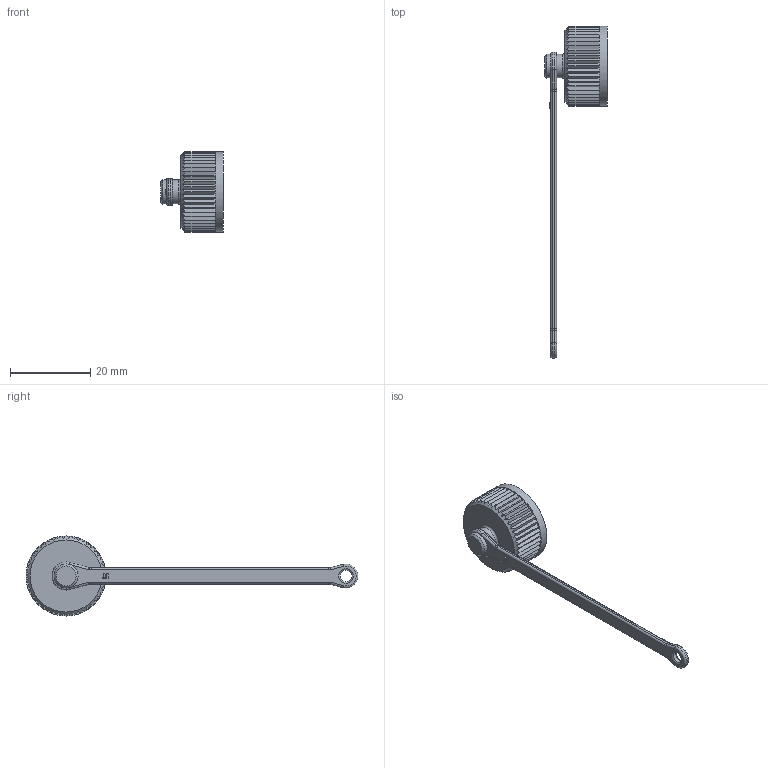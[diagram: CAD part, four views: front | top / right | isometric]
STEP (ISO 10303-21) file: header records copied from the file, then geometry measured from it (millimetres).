
FILE_DESCRIPTION(/* description */ (''),/* implementation_level */ '2;1');
FILE_NAME(/* name */ '08-2615-000-000.stp',/* time_stamp */ '2010-06-14T11:13:30+02:00',/* author */ (''),/* organization */ (''),/* preprocessor_version */ 'ST-DEVELOPER v11',/* originating_system */ 'UGS - NX 5.0',/* authorisation */ '');
FILE_SCHEMA (('CONFIG_CONTROL_DESIGN'));
Length unit declared in the file: millimetre
Products named in the file (1): cerl403Czp48
Bounding box: 15.5 x 82.99 x 20 mm (x, y, z)
Volume: 2984.3 mm3; surface area: 2507.2 mm2
Topology: 1 solids, 1 shells, 212 faces, 489 edges, 283 vertices
Faces by surface type: plane 172, cylinder 23, torus 15, cone 2
Full cylindrical faces by diameter (mm): 3 x1, 6 x2, 10.917 x1, 20 x1
Entity records: 5944 total; most frequent: CARTESIAN_POINT 1281, ORIENTED_EDGE 952, DIRECTION 916, EDGE_CURVE 476, AXIS2_PLACEMENT_3D 323, VERTEX_POINT 280, LINE 270, VECTOR 270
